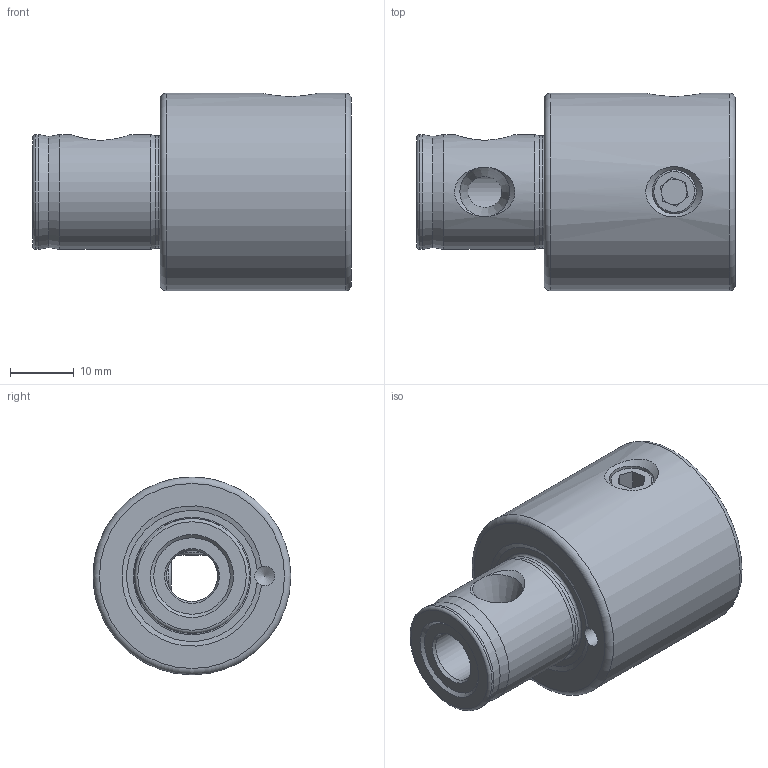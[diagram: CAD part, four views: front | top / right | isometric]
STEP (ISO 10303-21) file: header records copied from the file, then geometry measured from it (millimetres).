
FILE_DESCRIPTION(/* description */ (''),/* implementation_level */ '2;1');
FILE_NAME(/* name */ 'E-S18-30.stp',/* time_stamp */ '2022-08-12T13:54:45+09:00',/* author */ ('YSH'),/* organization */ (''),/* preprocessor_version */ 'ST-DEVELOPER v18.1',/* originating_system */ 'Autodesk Inventor 2022',/* authorisation */ '');
FILE_SCHEMA (('AUTOMOTIVE_DESIGN { 1 0 10303 214 3 1 1 }'));
Length unit declared in the file: millimetre
Products named in the file (3): E-S18-30; E-S14-30; M10x1.0x16.5L
Assembly tree (3 placements, depth 2):
  E-S18-30
    E-S14-30
    M10x1.0x16.5L  x2
Bounding box: 50 x 31 x 31 mm (x, y, z)
Volume: 20275.6 mm3; surface area: 8378.5 mm2
Topology: 3 solids, 3 shells, 80 faces, 197 edges, 126 vertices
Faces by surface type: plane 35, cone 23, cylinder 15, torus 7
Full cylindrical faces by diameter (mm): 3.1 x1, 3.5 x1, 4 x2, 6.917 x2, 8 x3, 17.6 x1, 18 x3, 19 x1, 31 x1
Entity records: 2246 total; most frequent: CARTESIAN_POINT 655, DIRECTION 324, ORIENTED_EDGE 298, EDGE_CURVE 149, AXIS2_PLACEMENT_3D 136, VERTEX_POINT 99, EDGE_LOOP 76, CIRCLE 70
